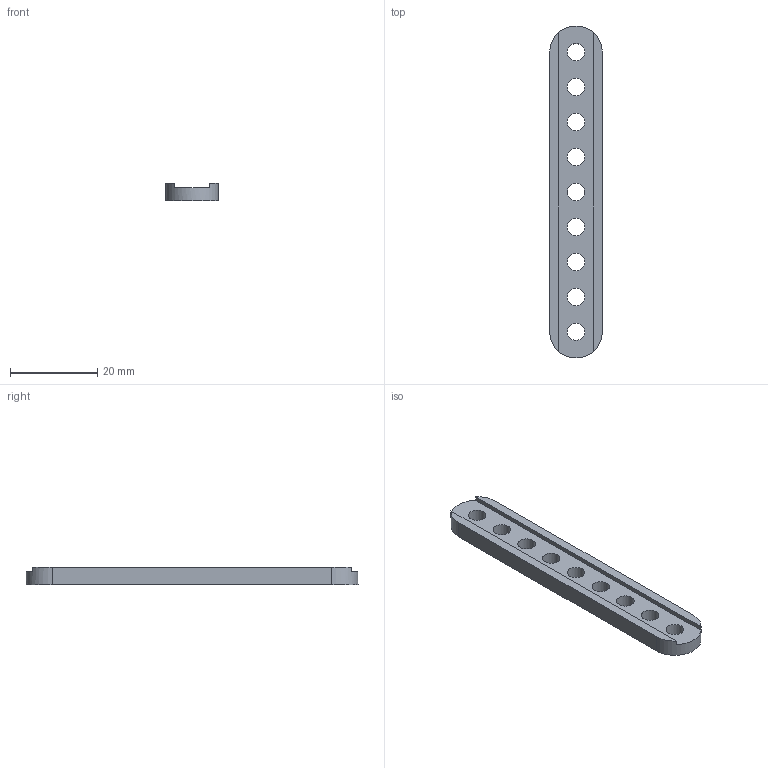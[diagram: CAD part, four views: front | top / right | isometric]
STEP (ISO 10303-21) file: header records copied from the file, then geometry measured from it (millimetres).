
FILE_DESCRIPTION(('STEP AP203'), '1');
FILE_NAME('ïðèíòåð_Áðàéëÿ_ïëàøêà_9îòâåðñòèé', '', ('UNSPECIFIED'), ('UNSPECIFIED'), 'C3D Converter', 'C3D Toolkit', '');
FILE_SCHEMA(('CONFIG_CONTROL_DESIGN'));
Length unit declared in the file: millimetre
Bounding box: 12 x 76 x 4 mm (x, y, z)
Volume: 2584.8 mm3; surface area: 2666.5 mm2
Topology: 1 solids, 1 shells, 19 faces, 51 edges, 34 vertices
Faces by surface type: cylinder 11, plane 8
Full cylindrical faces by diameter (mm): 4 x9
Entity records: 794 total; most frequent: DIRECTION 108, CARTESIAN_POINT 96, ORIENTED_EDGE 84, AXIS2_PLACEMENT_3D 46, EDGE_LOOP 46, EDGE_CURVE 42, VERTEX_POINT 34, FACE_BOUND 28
